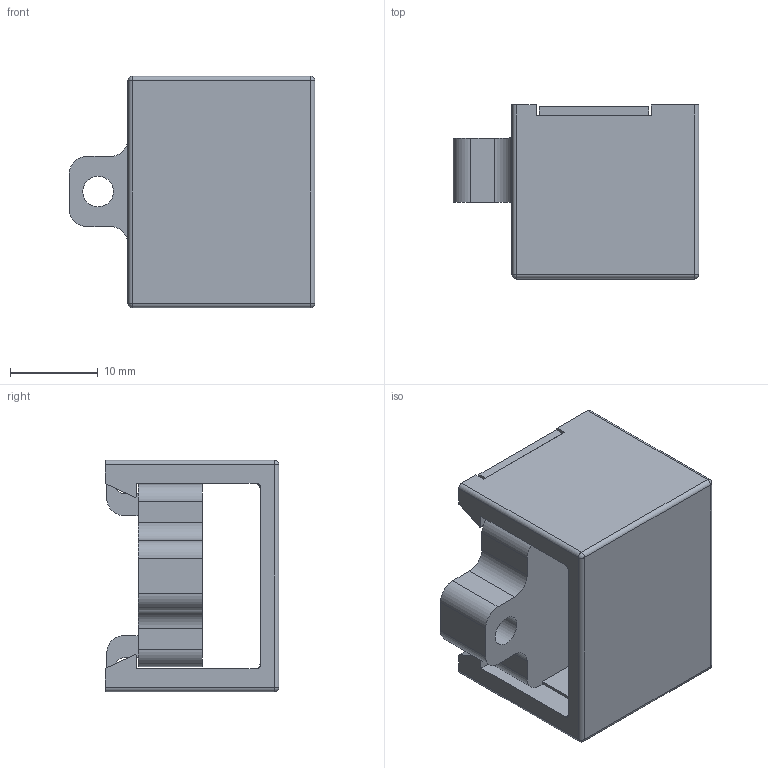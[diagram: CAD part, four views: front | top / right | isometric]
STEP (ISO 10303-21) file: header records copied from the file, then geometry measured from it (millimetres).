
FILE_DESCRIPTION(/* description */ (''),/* implementation_level */ '2;1');
FILE_NAME(/* name */ 'ISB_Connector.stp',/* time_stamp */ '2016-11-10T17:27:36+08:00',/* author */ ('User'),/* organization */ (''),/* preprocessor_version */ 'ST-DEVELOPER v15.2',/* originating_system */ 'Autodesk Inventor 2014',/* authorisation */ '');
FILE_SCHEMA (('AUTOMOTIVE_DESIGN { 1 0 10303 214 3 1 1 }'));
Products named in the file (13): ISB Case_Molded_Bottom_Revision B; ISB - snap - SHIELD - revision B; ISB Case_Molded_Top_Revision B; PCB - 12mm X15mm square; Capacitors; Chip body; Chip leads; Micro_Chip; Dummy FET; Sensor Circuit; 10114828-XXX04LFc - 4 pos - MALE; ISB potting; ISB_Connector
Bounding box: 28 x 19.8 x 26.4 mm (x, y, z)
Volume: 6220 mm3; surface area: 8681.9 mm2
Topology: 12 solids, 12 shells, 701 faces, 1824 edges, 1180 vertices
Faces by surface type: plane 515, cylinder 150, sphere 36
Full cylindrical faces by diameter (mm): 0.75 x3, 3.5 x1
Entity records: 19344 total; most frequent: CARTESIAN_POINT 3684, ORIENTED_EDGE 3304, DIRECTION 2934, EDGE_CURVE 1652, LINE 1158, VECTOR 1158, VERTEX_POINT 1084, AXIS2_PLACEMENT_3D 888
